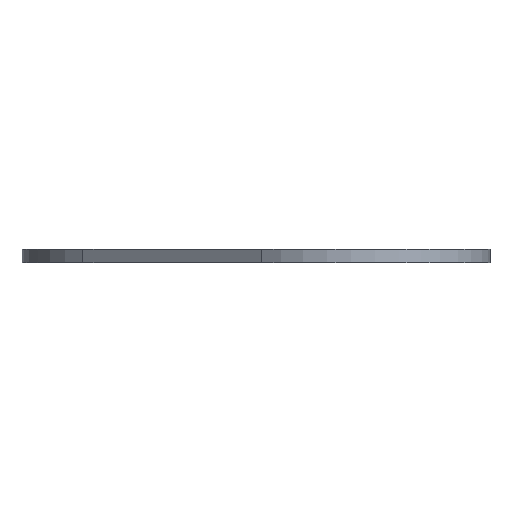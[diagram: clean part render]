
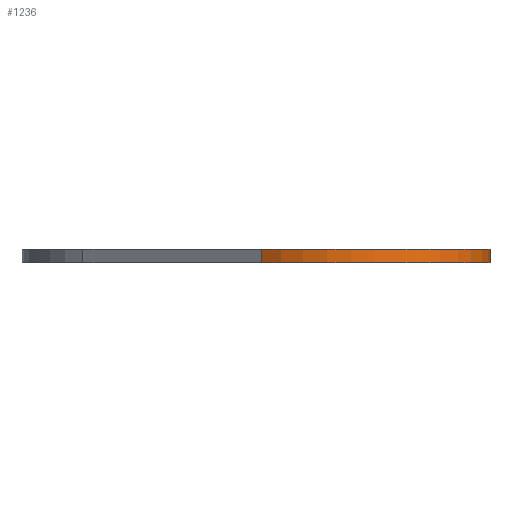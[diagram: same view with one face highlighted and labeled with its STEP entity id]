
A CAD part, front view. The second image highlights one B-rep face of the part: STEP entity #1236.
In plain terms, the highlighted cylindrical face has radius 20 mm (diameter 40 mm), a partial arc.
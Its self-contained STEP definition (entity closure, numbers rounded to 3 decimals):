
#32 = VERTEX_POINT ( 'NONE', #2128 ) ;
#54 = VERTEX_POINT ( 'NONE', #2079 ) ;
#68 = VERTEX_POINT ( 'NONE', #1991 ) ;
#72 = VERTEX_POINT ( 'NONE', #1953 ) ;
#342 = LINE ( 'NONE', #1596, #347 ) ;
#347 = VECTOR ( 'NONE', #1615, 1000. ) ;
#387 = LINE ( 'NONE', #1928, #395 ) ;
#389 = CIRCLE ( 'NONE', #1022, 20. ) ;
#391 = CIRCLE ( 'NONE', #1020, 20. ) ;
#395 = VECTOR ( 'NONE', #1932, 1000. ) ;
#521 = FACE_OUTER_BOUND ( 'NONE', #782, .T. ) ;
#526 = CYLINDRICAL_SURFACE ( 'NONE', #2317, 20. ) ;
#782 = EDGE_LOOP ( 'NONE', ( #1423, #1427, #1424, #1425 ) ) ;
#1020 = AXIS2_PLACEMENT_3D ( 'NONE', #1931, #1930, #1929 ) ;
#1022 = AXIS2_PLACEMENT_3D ( 'NONE', #1940, #1939, #1937 ) ;
#1123 = EDGE_CURVE ( 'NONE', #72, #54, #342, .T. ) ;
#1154 = EDGE_CURVE ( 'NONE', #54, #32, #389, .T. ) ;
#1156 = EDGE_CURVE ( 'NONE', #72, #68, #391, .T. ) ;
#1158 = EDGE_CURVE ( 'NONE', #68, #32, #387, .T. ) ;
#1236 = ADVANCED_FACE ( 'NONE', ( #521 ), #526, .T. ) ;
#1423 = ORIENTED_EDGE ( 'NONE', *, *, #1156, .F. ) ;
#1424 = ORIENTED_EDGE ( 'NONE', *, *, #1154, .T. ) ;
#1425 = ORIENTED_EDGE ( 'NONE', *, *, #1158, .F. ) ;
#1427 = ORIENTED_EDGE ( 'NONE', *, *, #1123, .T. ) ;
#1596 = CARTESIAN_POINT ( 'NONE',  ( 67., -180.997, 0. ) ) ;
#1615 = DIRECTION ( 'NONE',  ( 0., 0., 1. ) ) ;
#1621 = DIRECTION ( 'NONE',  ( 0., 0., 1. ) ) ;
#1622 = CARTESIAN_POINT ( 'NONE',  ( 47., -180.997, 0. ) ) ;
#1623 = DIRECTION ( 'NONE',  ( 1., 0., 0. ) ) ;
#1928 = CARTESIAN_POINT ( 'NONE',  ( 34.274, -196.426, 0. ) ) ;
#1929 = DIRECTION ( 'NONE',  ( 0., -1., 0. ) ) ;
#1930 = DIRECTION ( 'NONE',  ( 0., 0., -1. ) ) ;
#1931 = CARTESIAN_POINT ( 'NONE',  ( 47., -180.997, 0. ) ) ;
#1932 = DIRECTION ( 'NONE',  ( 0., 0., 1. ) ) ;
#1937 = DIRECTION ( 'NONE',  ( 0., -1., 0. ) ) ;
#1939 = DIRECTION ( 'NONE',  ( 0., 0., -1. ) ) ;
#1940 = CARTESIAN_POINT ( 'NONE',  ( 47., -180.997, 2. ) ) ;
#1953 = CARTESIAN_POINT ( 'NONE',  ( 67., -180.997, 0. ) ) ;
#1991 = CARTESIAN_POINT ( 'NONE',  ( 34.274, -196.426, 0. ) ) ;
#2079 = CARTESIAN_POINT ( 'NONE',  ( 67., -180.997, 2. ) ) ;
#2128 = CARTESIAN_POINT ( 'NONE',  ( 34.274, -196.426, 2. ) ) ;
#2317 = AXIS2_PLACEMENT_3D ( 'NONE', #1622, #1621, #1623 ) ;
